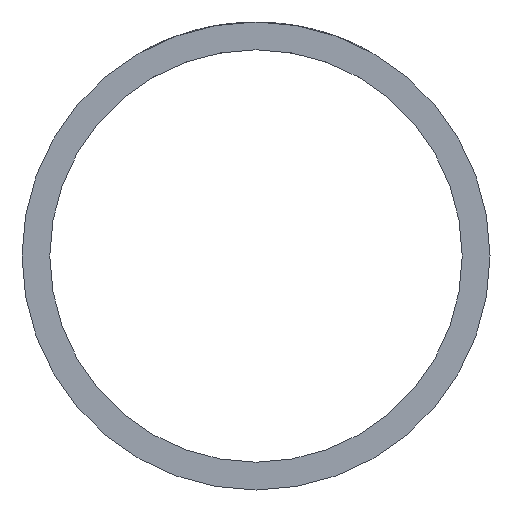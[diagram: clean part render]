
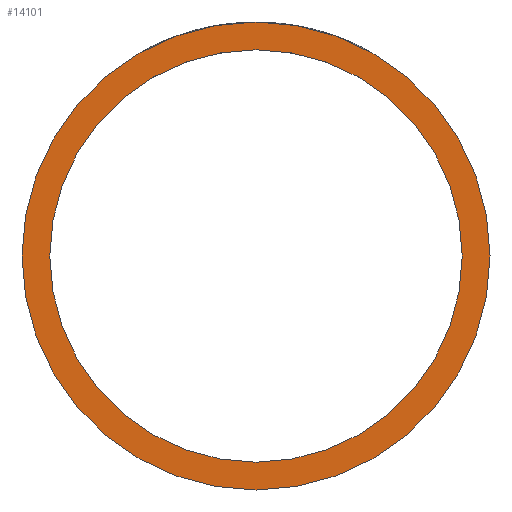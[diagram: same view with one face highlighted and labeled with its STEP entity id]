
A CAD part, front view. The second image highlights one B-rep face of the part: STEP entity #14101.
In plain terms, the highlighted planar face has unit normal (0, -1, 0).
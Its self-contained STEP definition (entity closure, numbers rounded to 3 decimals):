
#115 = DIRECTION ( 'NONE',  ( 0., 0., 1. ) ) ;
#3082 = CARTESIAN_POINT ( 'NONE',  ( 0., -3000., 16.85 ) ) ;
#3411 = VERTEX_POINT ( 'NONE', #3082 ) ;
#4297 = FACE_OUTER_BOUND ( 'NONE', #6809, .T. ) ;
#4416 = CARTESIAN_POINT ( 'NONE',  ( 0., -3000., 14.85 ) ) ;
#5343 = EDGE_CURVE ( 'NONE', #3411, #3411, #14011, .T. ) ;
#6329 = DIRECTION ( 'NONE',  ( 0., 0., 1. ) ) ;
#6462 = DIRECTION ( 'NONE',  ( 0., 1., 0. ) ) ;
#6809 = EDGE_LOOP ( 'NONE', ( #14205 ) ) ;
#7729 = CARTESIAN_POINT ( 'NONE',  ( 0., -3000., 0. ) ) ;
#7777 = DIRECTION ( 'NONE',  ( 0., 0., 1. ) ) ;
#7963 = VERTEX_POINT ( 'NONE', #4416 ) ;
#8014 = PLANE ( 'NONE',  #14628 ) ;
#10098 = DIRECTION ( 'NONE',  ( 0., 1., 0. ) ) ;
#10871 = EDGE_LOOP ( 'NONE', ( #14433 ) ) ;
#12129 = FACE_BOUND ( 'NONE', #10871, .T. ) ;
#12357 = AXIS2_PLACEMENT_3D ( 'NONE', #7729, #6462, #7777 ) ;
#12711 = CARTESIAN_POINT ( 'NONE',  ( 0., -3000., 0. ) ) ;
#13103 = EDGE_CURVE ( 'NONE', #7963, #7963, #15411, .T. ) ;
#14011 = CIRCLE ( 'NONE', #12357, 16.85 ) ;
#14101 = ADVANCED_FACE ( 'NONE', ( #12129, #4297 ), #8014, .F. ) ;
#14205 = ORIENTED_EDGE ( 'NONE', *, *, #5343, .F. ) ;
#14433 = ORIENTED_EDGE ( 'NONE', *, *, #13103, .T. ) ;
#14488 = DIRECTION ( 'NONE',  ( 0., 1., 0. ) ) ;
#14628 = AXIS2_PLACEMENT_3D ( 'NONE', #14663, #14488, #115 ) ;
#14663 = CARTESIAN_POINT ( 'NONE',  ( 0., -3000., 0. ) ) ;
#15411 = CIRCLE ( 'NONE', #15606, 14.85 ) ;
#15606 = AXIS2_PLACEMENT_3D ( 'NONE', #12711, #10098, #6329 ) ;
